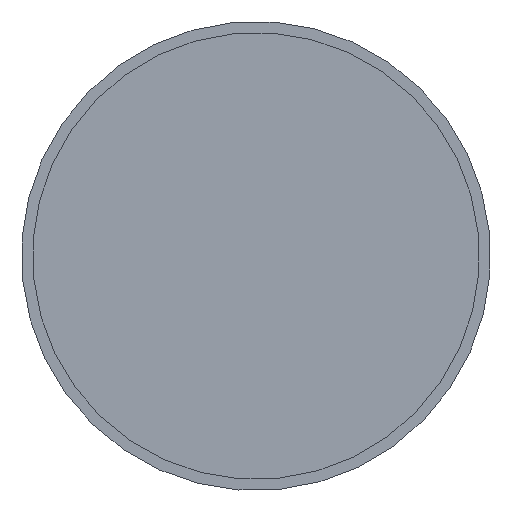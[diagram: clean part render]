
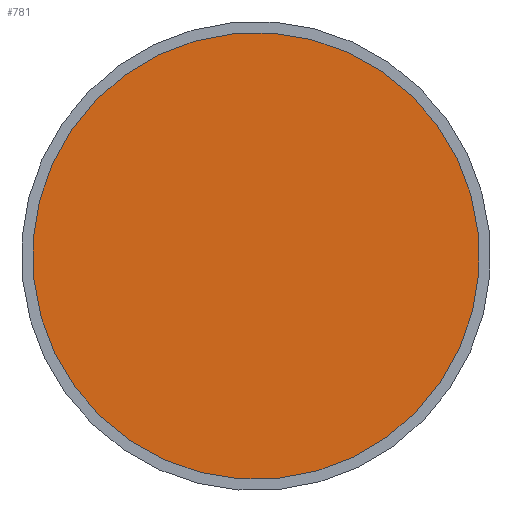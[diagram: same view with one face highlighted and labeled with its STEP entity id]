
A CAD part, front view. The second image highlights one B-rep face of the part: STEP entity #781.
In plain terms, the highlighted planar face has unit normal (0, -1, 0).
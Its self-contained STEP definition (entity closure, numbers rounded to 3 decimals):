
#53=PLANE('',#920);
#134=FACE_OUTER_BOUND('',#179,.T.);
#179=EDGE_LOOP('',(#688,#689));
#307=CIRCLE('',#918,20.);
#308=CIRCLE('',#919,20.);
#381=VERTEX_POINT('',#1386);
#382=VERTEX_POINT('',#1387);
#487=EDGE_CURVE('',#381,#382,#307,.T.);
#488=EDGE_CURVE('',#382,#381,#308,.T.);
#688=ORIENTED_EDGE('',*,*,#487,.T.);
#689=ORIENTED_EDGE('',*,*,#488,.T.);
#781=ADVANCED_FACE('',(#134),#53,.T.);
#918=AXIS2_PLACEMENT_3D('',#1388,#1159,#1160);
#919=AXIS2_PLACEMENT_3D('',#1389,#1161,#1162);
#920=AXIS2_PLACEMENT_3D('',#1391,#1164,#1165);
#1159=DIRECTION('center_axis',(0.,-1.,0.));
#1160=DIRECTION('ref_axis',(0.995,0.,0.102));
#1161=DIRECTION('center_axis',(0.,-1.,0.));
#1162=DIRECTION('ref_axis',(0.995,0.,0.102));
#1164=DIRECTION('center_axis',(0.,-1.,0.));
#1165=DIRECTION('ref_axis',(0.102,0.,-0.995));
#1386=CARTESIAN_POINT('',(19.897,-38.555,2.031));
#1387=CARTESIAN_POINT('',(-19.897,-38.555,-2.031));
#1388=CARTESIAN_POINT('Origin',(0.,-38.555,
0.));
#1389=CARTESIAN_POINT('Origin',(0.,-38.555,
0.));
#1391=CARTESIAN_POINT('Origin',(9.948,-38.555,1.015));
